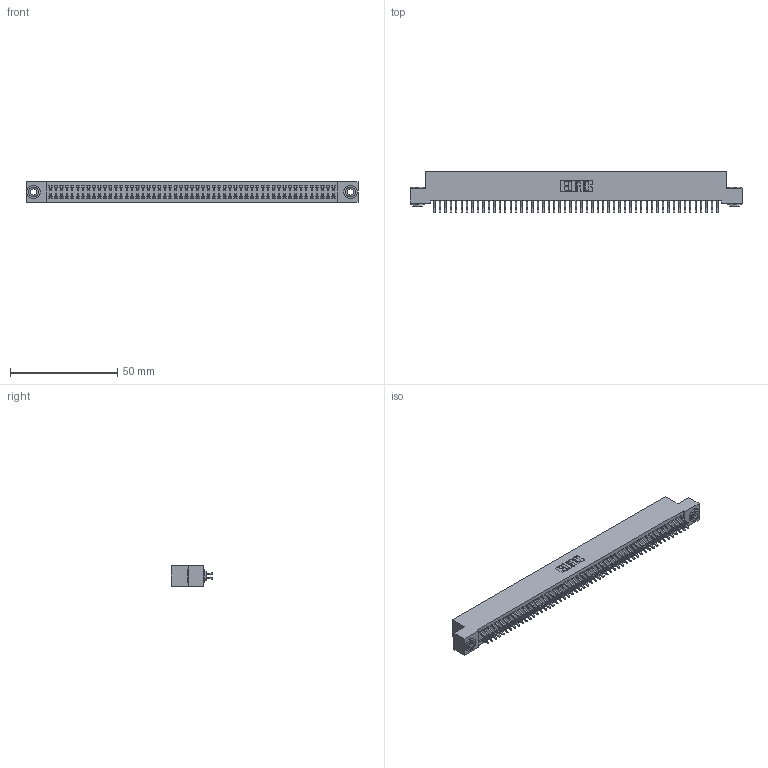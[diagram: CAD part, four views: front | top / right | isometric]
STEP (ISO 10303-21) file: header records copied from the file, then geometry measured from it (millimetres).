
FILE_DESCRIPTION (( 'STEP AP203' ), '1' );
FILE_NAME ('342-106-556-203.STEP', '2018-08-14T07:13:19', ( '' ), ( '' ), 'SwSTEP 2.0', 'SolidWorks 2016', '' );
FILE_SCHEMA (( 'CONFIG_CONTROL_DESIGN' ));
Length unit declared in the file: inch
Products named in the file (4): 342-106-556-203; 342 Part_.156 TH; 345-292-001_556 Tail; 342-250-002_345-250-002-102
Assembly tree (109 placements, depth 2):
  342-106-556-203
    342 Part_.156 TH
    345-292-001_556 Tail  x106
    342-250-002_345-250-002-102  x2
Bounding box: 154.94 x 19.58 x 9.4 mm (x, y, z)
Volume: 13993.5 mm3; surface area: 23160.3 mm2
Topology: 109 solids, 109 shells, 6296 faces, 18713 edges, 12330 vertices
Faces by surface type: plane 4316, cylinder 1972, cone 8
Entity records: 33412 total; most frequent: CARTESIAN_POINT 5513, ORIENTED_EDGE 5430, DIRECTION 4713, EDGE_CURVE 2715, VECTOR 2555, LINE 2555, VERTEX_POINT 1806, AXIS2_PLACEMENT_3D 1079
